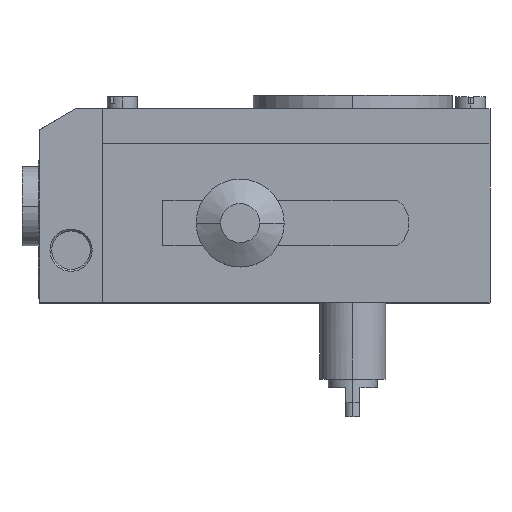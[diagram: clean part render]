
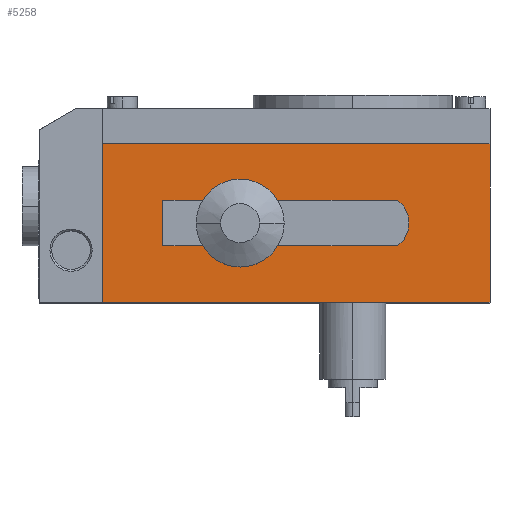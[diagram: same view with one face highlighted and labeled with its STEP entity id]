
A CAD part, top view. The second image highlights one B-rep face of the part: STEP entity #5258.
In plain terms, the highlighted planar face has unit normal (0, 0, 1).
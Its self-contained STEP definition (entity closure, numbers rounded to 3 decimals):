
#40 = AXIS2_PLACEMENT_3D ( 'NONE', #4003, #3970, #3204 ) ;
#243 = LINE ( 'NONE', #772, #7575 ) ;
#286 = VERTEX_POINT ( 'NONE', #12272 ) ;
#296 = VERTEX_POINT ( 'NONE', #11843 ) ;
#400 = EDGE_CURVE ( 'NONE', #8365, #3604, #12066, .T. ) ;
#503 = EDGE_CURVE ( 'NONE', #8589, #8365, #10871, .T. ) ;
#506 = AXIS2_PLACEMENT_3D ( 'NONE', #2180, #2110, #2067 ) ;
#559 = CIRCLE ( 'NONE', #40, 12.5 ) ;
#607 = EDGE_CURVE ( 'NONE', #8589, #286, #4607, .T. ) ;
#689 = EDGE_CURVE ( 'NONE', #286, #3604, #1483, .T. ) ;
#767 = EDGE_CURVE ( 'NONE', #4788, #2863, #6264, .T. ) ;
#769 = AXIS2_PLACEMENT_3D ( 'NONE', #1824, #1265, #947 ) ;
#772 = CARTESIAN_POINT ( 'NONE',  ( -54., -29., 45. ) ) ;
#857 = EDGE_CURVE ( 'NONE', #296, #4788, #243, .T. ) ;
#867 = VECTOR ( 'NONE', #6815, 1000. ) ;
#921 = EDGE_CURVE ( 'NONE', #6206, #296, #1476, .T. ) ;
#938 = EDGE_CURVE ( 'NONE', #9853, #6206, #10708, .T. ) ;
#947 = DIRECTION ( 'NONE',  ( 1., 0., 0. ) ) ;
#1024 = VECTOR ( 'NONE', #4912, 1000. ) ;
#1082 = EDGE_CURVE ( 'NONE', #7336, #9853, #559, .T. ) ;
#1131 = PLANE ( 'NONE',  #10174 ) ;
#1230 = DIRECTION ( 'NONE',  ( 1., 0., 0. ) ) ;
#1239 = EDGE_CURVE ( 'NONE', #1435, #7336, #8916, .T. ) ;
#1265 = DIRECTION ( 'NONE',  ( 0., 0., 1. ) ) ;
#1267 = ORIENTED_EDGE ( 'NONE', *, *, #1239, .F. ) ;
#1331 = EDGE_CURVE ( 'NONE', #3966, #1435, #11591, .T. ) ;
#1368 = CARTESIAN_POINT ( 'NONE',  ( -21.323, -16., 45. ) ) ;
#1414 = EDGE_CURVE ( 'NONE', #2863, #3966, #5934, .T. ) ;
#1427 = CARTESIAN_POINT ( 'NONE',  ( -71., -45., 45. ) ) ;
#1435 = VERTEX_POINT ( 'NONE', #6782 ) ;
#1476 = LINE ( 'NONE', #10965, #11014 ) ;
#1483 = LINE ( 'NONE', #3475, #6569 ) ;
#1824 = CARTESIAN_POINT ( 'NONE',  ( 8., -22.5, 45. ) ) ;
#2067 = DIRECTION ( 'NONE',  ( 1., 0., 0. ) ) ;
#2089 = DIRECTION ( 'NONE',  ( 0., 0., 1. ) ) ;
#2110 = DIRECTION ( 'NONE',  ( 0., 0., 1. ) ) ;
#2112 = FACE_OUTER_BOUND ( 'NONE', #7736, .T. ) ;
#2180 = CARTESIAN_POINT ( 'NONE',  ( -32., -22.5, 45. ) ) ;
#2635 = ORIENTED_EDGE ( 'NONE', *, *, #938, .F. ) ;
#2827 = ORIENTED_EDGE ( 'NONE', *, *, #921, .F. ) ;
#2863 = VERTEX_POINT ( 'NONE', #7798 ) ;
#2964 = ORIENTED_EDGE ( 'NONE', *, *, #607, .T. ) ;
#3101 = VECTOR ( 'NONE', #10710, 1000. ) ;
#3204 = DIRECTION ( 'NONE',  ( 1., 0., 0. ) ) ;
#3353 = DIRECTION ( 'NONE',  ( 0., 1., 0. ) ) ;
#3475 = CARTESIAN_POINT ( 'NONE',  ( 39., -45., 45. ) ) ;
#3604 = VERTEX_POINT ( 'NONE', #10689 ) ;
#3963 = CARTESIAN_POINT ( 'NONE',  ( -71., -45., 45. ) ) ;
#3966 = VERTEX_POINT ( 'NONE', #8631 ) ;
#3970 = DIRECTION ( 'NONE',  ( 0., 0., 1. ) ) ;
#4003 = CARTESIAN_POINT ( 'NONE',  ( -32., -22.5, 45. ) ) ;
#4125 = CARTESIAN_POINT ( 'NONE',  ( -54., -16., 45. ) ) ;
#4607 = LINE ( 'NONE', #6863, #7147 ) ;
#4788 = VERTEX_POINT ( 'NONE', #9906 ) ;
#4912 = DIRECTION ( 'NONE',  ( -1., 0., 0. ) ) ;
#5252 = ORIENTED_EDGE ( 'NONE', *, *, #1331, .F. ) ;
#5258 = ADVANCED_FACE ( 'NONE', ( #2112, #9430 ), #1131, .T. ) ;
#5348 = VECTOR ( 'NONE', #9847, 1000. ) ;
#5844 = EDGE_LOOP ( 'NONE', ( #12388, #11592, #2827, #2635, #10629, #1267, #5252, #9362 ) ) ;
#5934 = LINE ( 'NONE', #10716, #867 ) ;
#6036 = CARTESIAN_POINT ( 'NONE',  ( -42.677, -16., 45. ) ) ;
#6117 = VECTOR ( 'NONE', #7789, 1000. ) ;
#6156 = DIRECTION ( 'NONE',  ( 1., 0., 0. ) ) ;
#6206 = VERTEX_POINT ( 'NONE', #8057 ) ;
#6264 = CIRCLE ( 'NONE', #506, 12.5 ) ;
#6569 = VECTOR ( 'NONE', #3353, 1000. ) ;
#6782 = CARTESIAN_POINT ( 'NONE',  ( 12.664, -16., 45. ) ) ;
#6815 = DIRECTION ( 'NONE',  ( 1., 0., 0. ) ) ;
#6863 = CARTESIAN_POINT ( 'NONE',  ( -71., -45., 45. ) ) ;
#7147 = VECTOR ( 'NONE', #6156, 1000. ) ;
#7336 = VERTEX_POINT ( 'NONE', #1368 ) ;
#7575 = VECTOR ( 'NONE', #1230, 1000. ) ;
#7714 = CARTESIAN_POINT ( 'NONE',  ( -71., -45., 45. ) ) ;
#7736 = EDGE_LOOP ( 'NONE', ( #10690, #9690, #2964, #9974 ) ) ;
#7789 = DIRECTION ( 'NONE',  ( 0., 1., 0. ) ) ;
#7798 = CARTESIAN_POINT ( 'NONE',  ( -21.323, -29., 45. ) ) ;
#8057 = CARTESIAN_POINT ( 'NONE',  ( -54., -16., 45. ) ) ;
#8365 = VERTEX_POINT ( 'NONE', #8588 ) ;
#8588 = CARTESIAN_POINT ( 'NONE',  ( -71., 0., 45. ) ) ;
#8589 = VERTEX_POINT ( 'NONE', #1427 ) ;
#8631 = CARTESIAN_POINT ( 'NONE',  ( 12.664, -29., 45. ) ) ;
#8746 = DIRECTION ( 'NONE',  ( 1., 0., 0. ) ) ;
#8916 = LINE ( 'NONE', #4125, #1024 ) ;
#9362 = ORIENTED_EDGE ( 'NONE', *, *, #1414, .F. ) ;
#9430 = FACE_BOUND ( 'NONE', #5844, .T. ) ;
#9690 = ORIENTED_EDGE ( 'NONE', *, *, #503, .F. ) ;
#9847 = DIRECTION ( 'NONE',  ( 1., 0., 0. ) ) ;
#9853 = VERTEX_POINT ( 'NONE', #6036 ) ;
#9906 = CARTESIAN_POINT ( 'NONE',  ( -42.677, -29., 45. ) ) ;
#9974 = ORIENTED_EDGE ( 'NONE', *, *, #689, .T. ) ;
#10094 = CARTESIAN_POINT ( 'NONE',  ( -71., 0., 45. ) ) ;
#10174 = AXIS2_PLACEMENT_3D ( 'NONE', #3963, #2089, #8746 ) ;
#10629 = ORIENTED_EDGE ( 'NONE', *, *, #1082, .F. ) ;
#10678 = CARTESIAN_POINT ( 'NONE',  ( -54., -16., 45. ) ) ;
#10689 = CARTESIAN_POINT ( 'NONE',  ( 39., 0., 45. ) ) ;
#10690 = ORIENTED_EDGE ( 'NONE', *, *, #400, .F. ) ;
#10708 = LINE ( 'NONE', #10678, #3101 ) ;
#10710 = DIRECTION ( 'NONE',  ( -1., 0., 0. ) ) ;
#10716 = CARTESIAN_POINT ( 'NONE',  ( -54., -29., 45. ) ) ;
#10871 = LINE ( 'NONE', #7714, #6117 ) ;
#10926 = DIRECTION ( 'NONE',  ( 0., -1., 0. ) ) ;
#10965 = CARTESIAN_POINT ( 'NONE',  ( -54., -16., 45. ) ) ;
#11014 = VECTOR ( 'NONE', #10926, 1000. ) ;
#11591 = CIRCLE ( 'NONE', #769, 8. ) ;
#11592 = ORIENTED_EDGE ( 'NONE', *, *, #857, .F. ) ;
#11843 = CARTESIAN_POINT ( 'NONE',  ( -54., -29., 45. ) ) ;
#12066 = LINE ( 'NONE', #10094, #5348 ) ;
#12272 = CARTESIAN_POINT ( 'NONE',  ( 39., -45., 45. ) ) ;
#12388 = ORIENTED_EDGE ( 'NONE', *, *, #767, .F. ) ;
